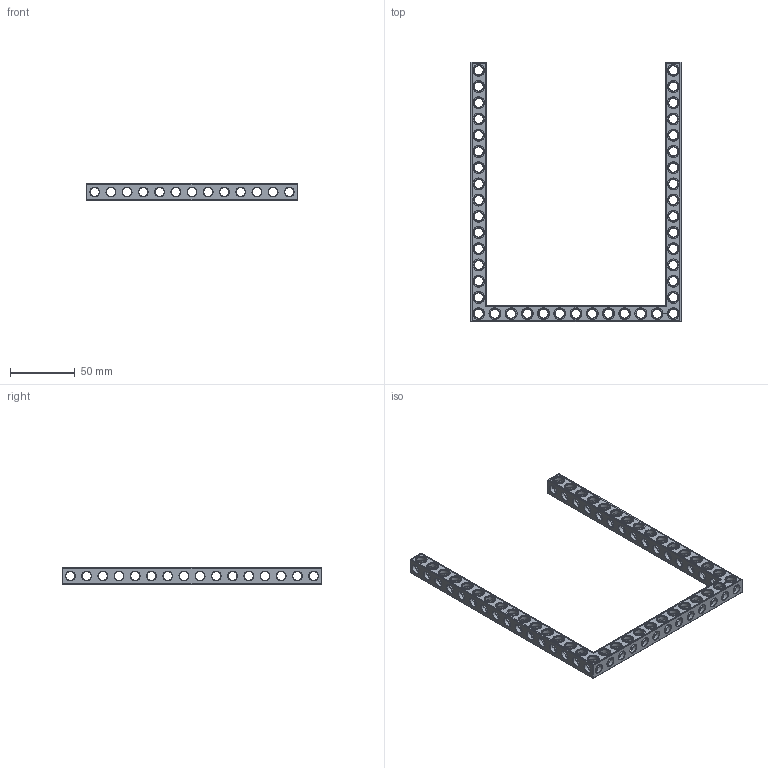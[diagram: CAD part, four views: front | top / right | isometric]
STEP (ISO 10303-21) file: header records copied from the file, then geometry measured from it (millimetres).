
FILE_DESCRIPTION(('FreeCAD Model'),'2;1');
FILE_NAME('Open CASCADE Shape Model','2022-02-26T22:33:01',('Author'),( ''),'Open CASCADE STEP processor 7.5','FreeCAD','Unknown');
FILE_SCHEMA(('AUTOMOTIVE_DESIGN { 1 0 10303 214 1 1 1 1 }'));
Products named in the file (1): Beam AGD ESS USH SYM BU13x16x01 - SPN-BEM-0513 (stemfie.org)
Bounding box: 162.5 x 200 x 12.5 mm (x, y, z)
Volume: 42019.3 mm3; surface area: 37490.2 mm2
Topology: 1 solids, 1 shells, 1018 faces, 3131 edges, 2018 vertices
Faces by surface type: plane 423, cylinder 259, cone 174, extrusion 162
Full cylindrical faces by diameter (mm): 6.98 x34, 7 x182, 9.2 x43
Entity records: 234701 total; most frequent: CARTESIAN_POINT 176535, DIRECTION 9393, ORIENTED_EDGE 6262, PCURVE 6262, DEFINITIONAL_REPRESENTATION 6262, VECTOR 5738, LINE 5576, EDGE_CURVE 3131
